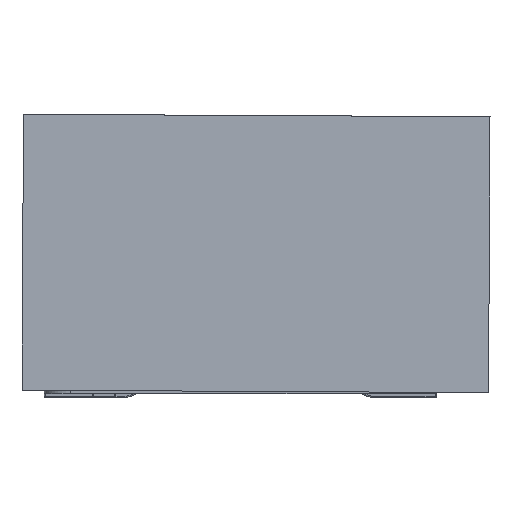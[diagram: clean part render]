
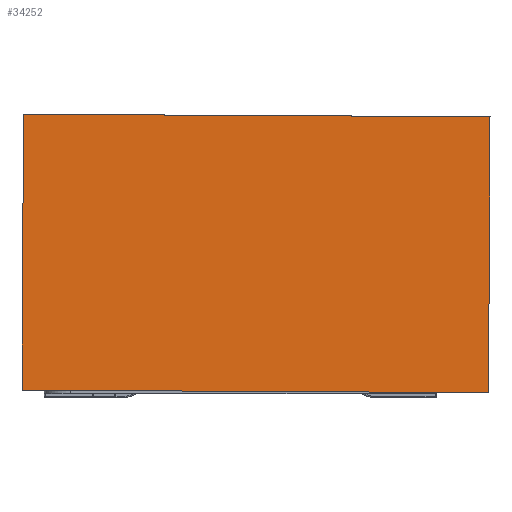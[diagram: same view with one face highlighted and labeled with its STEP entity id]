
A CAD part, left-side view. The second image highlights one B-rep face of the part: STEP entity #34252.
In plain terms, the highlighted planar face has unit normal (-1, 0, 0.026).
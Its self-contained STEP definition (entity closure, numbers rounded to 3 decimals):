
#269 = PLANE ( 'NONE',  #1153 ) ;
#1153 = AXIS2_PLACEMENT_3D ( 'NONE', #21081, #18182, #32443 ) ;
#3903 = CARTESIAN_POINT ( 'NONE',  ( -40., -93., 0. ) ) ;
#5391 = DIRECTION ( 'NONE',  ( 0., -1., 0. ) ) ;
#5972 = EDGE_CURVE ( 'NONE', #22178, #30421, #14812, .T. ) ;
#6966 = LINE ( 'NONE', #18730, #21475 ) ;
#7551 = DIRECTION ( 'NONE',  ( 0., -1., 0. ) ) ;
#8578 = ORIENTED_EDGE ( 'NONE', *, *, #12081, .F. ) ;
#11348 = EDGE_CURVE ( 'NONE', #16515, #30421, #28894, .T. ) ;
#12039 = FACE_OUTER_BOUND ( 'NONE', #33004, .T. ) ;
#12081 = EDGE_CURVE ( 'NONE', #30008, #22178, #14764, .T. ) ;
#13195 = EDGE_CURVE ( 'NONE', #30008, #16515, #6966, .T. ) ;
#14447 = CARTESIAN_POINT ( 'NONE',  ( -40., -93., 0. ) ) ;
#14764 = LINE ( 'NONE', #23439, #33563 ) ;
#14812 = LINE ( 'NONE', #14447, #26234 ) ;
#16515 = VERTEX_POINT ( 'NONE', #28003 ) ;
#18182 = DIRECTION ( 'NONE',  ( -1., 0., 0.026 ) ) ;
#18730 = CARTESIAN_POINT ( 'NONE',  ( -42.88, -93., -110. ) ) ;
#21081 = CARTESIAN_POINT ( 'NONE',  ( -40., -93., 0. ) ) ;
#21242 = ORIENTED_EDGE ( 'NONE', *, *, #11348, .T. ) ;
#21475 = VECTOR ( 'NONE', #7551, 1000. ) ;
#21745 = CARTESIAN_POINT ( 'NONE',  ( -40., 93., 0. ) ) ;
#22178 = VERTEX_POINT ( 'NONE', #21745 ) ;
#23439 = CARTESIAN_POINT ( 'NONE',  ( -42.824, 93., -107.831 ) ) ;
#23449 = CARTESIAN_POINT ( 'NONE',  ( -42.88, 93., -110. ) ) ;
#25443 = CARTESIAN_POINT ( 'NONE',  ( -40., -93., 0. ) ) ;
#26234 = VECTOR ( 'NONE', #5391, 1000. ) ;
#27176 = ORIENTED_EDGE ( 'NONE', *, *, #13195, .T. ) ;
#28003 = CARTESIAN_POINT ( 'NONE',  ( -42.88, -93., -110. ) ) ;
#28714 = DIRECTION ( 'NONE',  ( 0.026, 0., 1. ) ) ;
#28894 = LINE ( 'NONE', #25443, #32422 ) ;
#30008 = VERTEX_POINT ( 'NONE', #23449 ) ;
#30421 = VERTEX_POINT ( 'NONE', #3903 ) ;
#32422 = VECTOR ( 'NONE', #28714, 1000. ) ;
#32443 = DIRECTION ( 'NONE',  ( 0.026, 0., 1. ) ) ;
#33004 = EDGE_LOOP ( 'NONE', ( #33610, #8578, #27176, #21242 ) ) ;
#33563 = VECTOR ( 'NONE', #35729, 1000. ) ;
#33610 = ORIENTED_EDGE ( 'NONE', *, *, #5972, .F. ) ;
#34252 = ADVANCED_FACE ( 'NONE', ( #12039 ), #269, .T. ) ;
#35729 = DIRECTION ( 'NONE',  ( 0.026, 0., 1. ) ) ;
